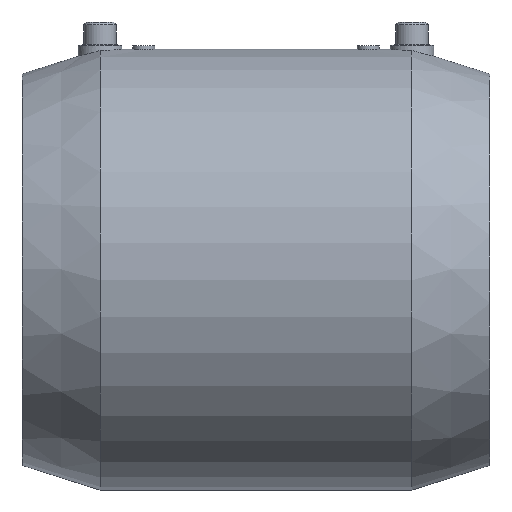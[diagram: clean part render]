
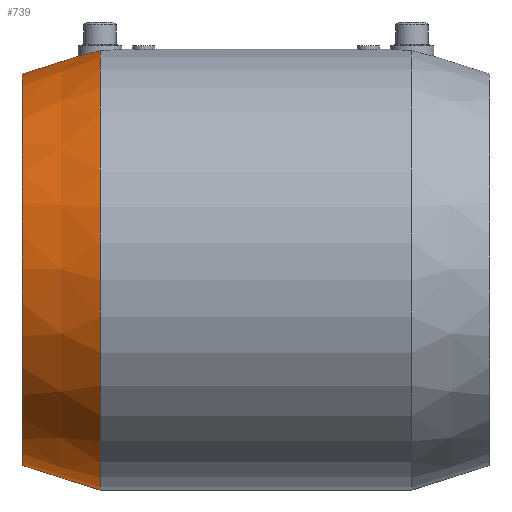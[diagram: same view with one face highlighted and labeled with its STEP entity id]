
A CAD part, top view. The second image highlights one B-rep face of the part: STEP entity #739.
In plain terms, the highlighted conical face has half-angle 17.526 degrees and reference radius 76 mm.
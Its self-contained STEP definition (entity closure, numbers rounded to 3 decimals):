
#425 = EDGE_CURVE( '', #481, #467, #1147, .T. );
#467 = VERTEX_POINT( '', #1191 );
#481 = VERTEX_POINT( '', #1208 );
#533 = VERTEX_POINT( '', #1265 );
#697 = EDGE_CURVE( '', #1017, #481, #1444, .T. );
#739 = ADVANCED_FACE( '', ( #1491 ), #1492, .T. );
#755 = EDGE_CURVE( '', #909, #533, #1511, .T. );
#839 = EDGE_CURVE( '', #467, #909, #1604, .T. );
#909 = VERTEX_POINT( '', #1683 );
#945 = EDGE_CURVE( '', #1017, #533, #1726, .T. );
#1017 = VERTEX_POINT( '', #1807 );
#1147 = CIRCLE( '', #1996, 80.5 );
#1191 = CARTESIAN_POINT( '', ( -57.5, 80.101, 8. ) );
#1208 = CARTESIAN_POINT( '', ( -57.5, -80.5, 0. ) );
#1265 = CARTESIAN_POINT( '', ( -86., 71.5, 0. ) );
#1444 = LINE( '', #2571, #2572 );
#1491 = FACE_OUTER_BOUND( '', #2633, .T. );
#1492 = CONICAL_SURFACE( '', #2634, 76., 0.306 );
#1511 = LINE( '', #2660, #2661 );
#1604 = B_SPLINE_CURVE_WITH_KNOTS( '', 3, ( #2841, #2842, #2843, #2844, #2845, #2846, #2847, #2848, #2849, #2850, #2851, #2852, #2853, #2854, #2855, #2856, #2857, #2858, #2859, #2860, #2861, #2862, #2863, #2864, #2865, #2866, #2867, #2868, #2869, #2870, #2871, #2872, #2873, #2874, #2875, #2876, #2877, #2878 ), .UNSPECIFIED., .F., .F., ( 4, 2, 2, 2, 2, 2, 2, 2, 2, 2, 2, 2, 2, 2, 2, 2, 2, 2, 4 ), ( 4.262, 4.522, 6.056, 7.589, 9.122, 10.656, 12.126, 13.597, 15.068, 16.539, 18.009, 19.48, 20.951, 22.422, 23.955, 25.488, 27.022, 28.555, 28.816 ), .UNSPECIFIED. );
#1683 = CARTESIAN_POINT( '', ( -65.5, 77.974, 0. ) );
#1726 = CIRCLE( '', #3067, 71.5 );
#1807 = CARTESIAN_POINT( '', ( -86., -71.5, 0. ) );
#1996 = AXIS2_PLACEMENT_3D( '', #3396, #3397, #3398 );
#2571 = CARTESIAN_POINT( '', ( -71.75, -76., 0. ) );
#2572 = VECTOR( '', #3701, 1. );
#2633 = EDGE_LOOP( '', ( #3765, #3766, #3767, #3768, #3769 ) );
#2634 = AXIS2_PLACEMENT_3D( '', #3770, #3771, #3772 );
#2660 = CARTESIAN_POINT( '', ( -71.75, 76., 0. ) );
#2661 = VECTOR( '', #3809, 1. );
#2841 = CARTESIAN_POINT( '', ( -57.5, 80.101, 8. ) );
#2842 = CARTESIAN_POINT( '', ( -57.584, 80.075, 8. ) );
#2843 = CARTESIAN_POINT( '', ( -57.668, 80.048, 7.999 ) );
#2844 = CARTESIAN_POINT( '', ( -58.238, 79.869, 7.981 ) );
#2845 = CARTESIAN_POINT( '', ( -58.744, 79.715, 7.92 ) );
#2846 = CARTESIAN_POINT( '', ( -59.751, 79.417, 7.694 ) );
#2847 = CARTESIAN_POINT( '', ( -60.252, 79.274, 7.53 ) );
#2848 = CARTESIAN_POINT( '', ( -61.217, 79.008, 7.104 ) );
#2849 = CARTESIAN_POINT( '', ( -61.68, 78.884, 6.841 ) );
#2850 = CARTESIAN_POINT( '', ( -62.537, 78.663, 6.237 ) );
#2851 = CARTESIAN_POINT( '', ( -62.931, 78.565, 5.896 ) );
#2852 = CARTESIAN_POINT( '', ( -63.614, 78.399, 5.182 ) );
#2853 = CARTESIAN_POINT( '', ( -63.929, 78.325, 4.789 ) );
#2854 = CARTESIAN_POINT( '', ( -64.485, 78.197, 3.933 ) );
#2855 = CARTESIAN_POINT( '', ( -64.726, 78.142, 3.471 ) );
#2856 = CARTESIAN_POINT( '', ( -65.114, 78.057, 2.508 ) );
#2857 = CARTESIAN_POINT( '', ( -65.261, 78.025, 2.006 ) );
#2858 = CARTESIAN_POINT( '', ( -65.454, 77.983, 0.997 ) );
#2859 = CARTESIAN_POINT( '', ( -65.5, 77.974, 0.49 ) );
#2860 = CARTESIAN_POINT( '', ( -65.5, 77.974, -0.49 ) );
#2861 = CARTESIAN_POINT( '', ( -65.454, 77.983, -0.997 ) );
#2862 = CARTESIAN_POINT( '', ( -65.261, 78.025, -2.006 ) );
#2863 = CARTESIAN_POINT( '', ( -65.114, 78.057, -2.508 ) );
#2864 = CARTESIAN_POINT( '', ( -64.726, 78.142, -3.471 ) );
#2865 = CARTESIAN_POINT( '', ( -64.485, 78.197, -3.933 ) );
#2866 = CARTESIAN_POINT( '', ( -63.929, 78.325, -4.789 ) );
#2867 = CARTESIAN_POINT( '', ( -63.614, 78.399, -5.182 ) );
#2868 = CARTESIAN_POINT( '', ( -62.931, 78.565, -5.896 ) );
#2869 = CARTESIAN_POINT( '', ( -62.537, 78.663, -6.237 ) );
#2870 = CARTESIAN_POINT( '', ( -61.68, 78.884, -6.841 ) );
#2871 = CARTESIAN_POINT( '', ( -61.217, 79.008, -7.104 ) );
#2872 = CARTESIAN_POINT( '', ( -60.252, 79.274, -7.53 ) );
#2873 = CARTESIAN_POINT( '', ( -59.751, 79.417, -7.694 ) );
#2874 = CARTESIAN_POINT( '', ( -58.744, 79.715, -7.92 ) );
#2875 = CARTESIAN_POINT( '', ( -58.238, 79.869, -7.981 ) );
#2876 = CARTESIAN_POINT( '', ( -57.668, 80.048, -7.999 ) );
#2877 = CARTESIAN_POINT( '', ( -57.584, 80.075, -8. ) );
#2878 = CARTESIAN_POINT( '', ( -57.5, 80.101, -8. ) );
#3067 = AXIS2_PLACEMENT_3D( '', #4066, #4067, #4068 );
#3396 = CARTESIAN_POINT( '', ( -57.5, 0., 0. ) );
#3397 = DIRECTION( '', ( -1., 0., 0. ) );
#3398 = DIRECTION( '', ( 0., 1., 0. ) );
#3701 = DIRECTION( '', ( 0.954, -0.301, 0. ) );
#3765 = ORIENTED_EDGE( '', *, *, #755, .T. );
#3766 = ORIENTED_EDGE( '', *, *, #945, .F. );
#3767 = ORIENTED_EDGE( '', *, *, #697, .T. );
#3768 = ORIENTED_EDGE( '', *, *, #425, .T. );
#3769 = ORIENTED_EDGE( '', *, *, #839, .T. );
#3770 = CARTESIAN_POINT( '', ( -71.75, 0., 0. ) );
#3771 = DIRECTION( '', ( 1., 0., 0. ) );
#3772 = DIRECTION( '', ( 0., 1., 0. ) );
#3809 = DIRECTION( '', ( -0.954, -0.301, 0. ) );
#4066 = CARTESIAN_POINT( '', ( -86., 0., 0. ) );
#4067 = DIRECTION( '', ( -1., 0., 0. ) );
#4068 = DIRECTION( '', ( 0., 1., 0. ) );
